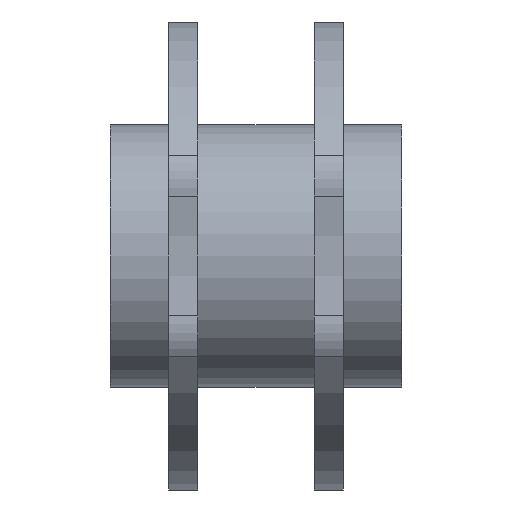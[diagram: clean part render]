
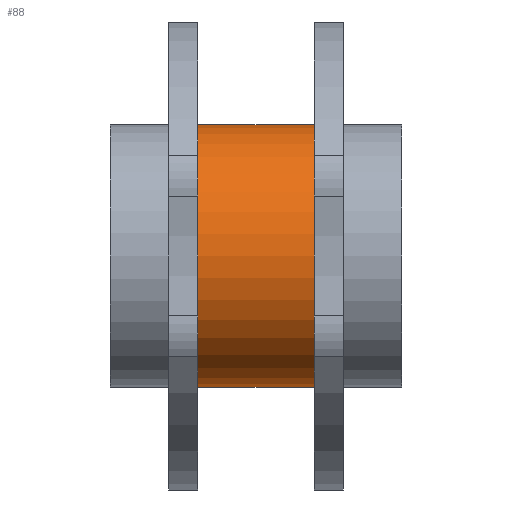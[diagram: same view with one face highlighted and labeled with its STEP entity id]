
A CAD part, left-side view. The second image highlights one B-rep face of the part: STEP entity #88.
In plain terms, the highlighted cylindrical face has radius 31.5 mm (diameter 63 mm), a partial arc.
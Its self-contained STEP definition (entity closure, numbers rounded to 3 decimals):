
#17 = DIRECTION ( 'NONE',  ( 0., 1., 0. ) ) ;
#88 = ADVANCED_FACE ( 'NONE', ( #510 ), #951, .T. ) ;
#149 = CARTESIAN_POINT ( 'NONE',  ( -231.202, -14., 25.276 ) ) ;
#180 = CIRCLE ( 'NONE', #1675, 31.5 ) ;
#190 = ORIENTED_EDGE ( 'NONE', *, *, #1939, .T. ) ;
#204 = VERTEX_POINT ( 'NONE', #1763 ) ;
#306 = AXIS2_PLACEMENT_3D ( 'NONE', #1559, #812, #665 ) ;
#309 = DIRECTION ( 'NONE',  ( 0., 0., 1. ) ) ;
#319 = LINE ( 'NONE', #484, #999 ) ;
#351 = CARTESIAN_POINT ( 'NONE',  ( -231.202, -14., -25.276 ) ) ;
#368 = AXIS2_PLACEMENT_3D ( 'NONE', #1706, #1563, #1558 ) ;
#390 = EDGE_CURVE ( 'NONE', #204, #694, #180, .T. ) ;
#484 = CARTESIAN_POINT ( 'NONE',  ( -231.202, -14., -25.276 ) ) ;
#510 = FACE_OUTER_BOUND ( 'NONE', #741, .T. ) ;
#534 = VERTEX_POINT ( 'NONE', #351 ) ;
#638 = EDGE_CURVE ( 'NONE', #534, #204, #319, .T. ) ;
#665 = DIRECTION ( 'NONE',  ( 0., 0., 1. ) ) ;
#694 = VERTEX_POINT ( 'NONE', #900 ) ;
#739 = DIRECTION ( 'NONE',  ( 0., 1., 0. ) ) ;
#741 = EDGE_LOOP ( 'NONE', ( #1305, #835, #190, #749 ) ) ;
#749 = ORIENTED_EDGE ( 'NONE', *, *, #795, .T. ) ;
#795 = EDGE_CURVE ( 'NONE', #865, #694, #888, .T. ) ;
#812 = DIRECTION ( 'NONE',  ( 0., 1., 0. ) ) ;
#835 = ORIENTED_EDGE ( 'NONE', *, *, #638, .F. ) ;
#865 = VERTEX_POINT ( 'NONE', #1542 ) ;
#888 = LINE ( 'NONE', #149, #1160 ) ;
#900 = CARTESIAN_POINT ( 'NONE',  ( -231.202, 14., 25.276 ) ) ;
#951 = CYLINDRICAL_SURFACE ( 'NONE', #368, 31.5 ) ;
#999 = VECTOR ( 'NONE', #17, 1000. ) ;
#1141 = CIRCLE ( 'NONE', #306, 31.5 ) ;
#1160 = VECTOR ( 'NONE', #739, 1000. ) ;
#1305 = ORIENTED_EDGE ( 'NONE', *, *, #390, .F. ) ;
#1489 = CARTESIAN_POINT ( 'NONE',  ( -250., 14., 0. ) ) ;
#1542 = CARTESIAN_POINT ( 'NONE',  ( -231.202, -14., 25.276 ) ) ;
#1558 = DIRECTION ( 'NONE',  ( 0., 0., 1. ) ) ;
#1559 = CARTESIAN_POINT ( 'NONE',  ( -250., -14., 0. ) ) ;
#1563 = DIRECTION ( 'NONE',  ( 0., 1., 0. ) ) ;
#1675 = AXIS2_PLACEMENT_3D ( 'NONE', #1489, #1808, #309 ) ;
#1706 = CARTESIAN_POINT ( 'NONE',  ( -250., -14., 0. ) ) ;
#1763 = CARTESIAN_POINT ( 'NONE',  ( -231.202, 14., -25.276 ) ) ;
#1808 = DIRECTION ( 'NONE',  ( 0., 1., 0. ) ) ;
#1939 = EDGE_CURVE ( 'NONE', #534, #865, #1141, .T. ) ;
